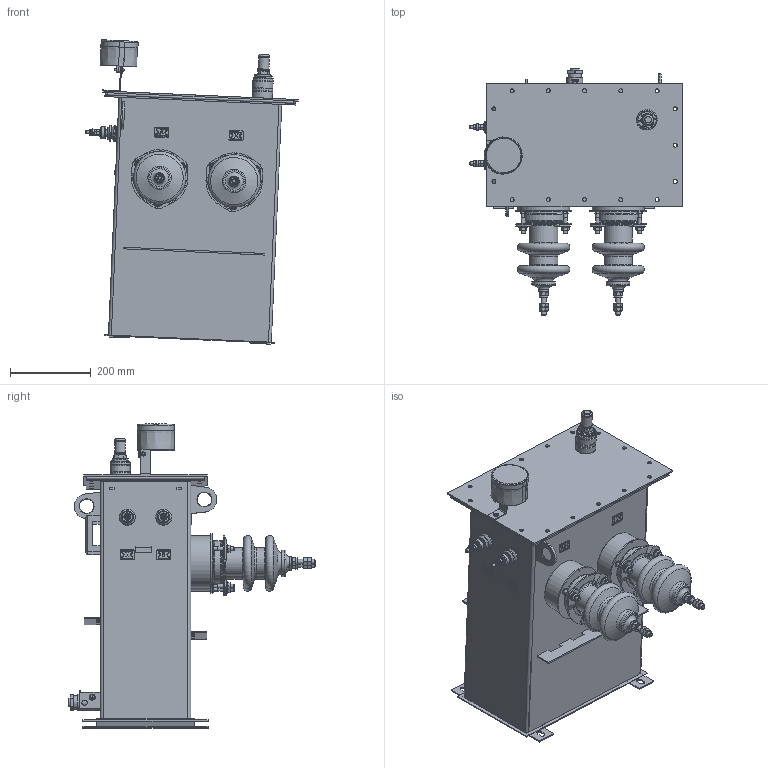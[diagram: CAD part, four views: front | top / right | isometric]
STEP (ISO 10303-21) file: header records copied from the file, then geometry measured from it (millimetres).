
FILE_DESCRIPTION(/* description */ (''),/* implementation_level */ '2;1');
FILE_NAME(/* name */ 'ОМП-10-10-У1.stp',/* time_stamp */ '2019-12-03T08:46:15+03:00',/* author */ ('56691'),/* organization */ (''),/* preprocessor_version */ 'ST-DEVELOPER v15.2',/* originating_system */ 'Autodesk Inventor 2014',/* authorisation */ '');
FILE_SCHEMA (('AUTOMOTIVE_DESIGN { 1 0 10303 214 3 1 1 }'));
Products named in the file (1): ВИЕЛ.672113
Bounding box: 528.17 x 611.28 x 754.38 mm (x, y, z)
Volume: 5667927.9 mm3; surface area: 2906112.6 mm2
Topology: 1 solids, 21 shells, 2598 faces, 6412 edges, 3924 vertices
Faces by surface type: plane 1106, cylinder 591, bspline 525, cone 181, torus 157, sphere 38
Full cylindrical faces by diameter (mm): 2 x2, 2.6 x1, 3.15 x3, 3.2 x2, 3.4 x4, 3.5 x1, 3.8 x4, 5 x2, 5.5 x2, 5.94 x1, 6 x4, 6.4 x2, 7 x4, 7.159 x1, 7.5 x5, 8 x12, 8.5 x2, 8.746 x6, 9 x1, 9.9 x2, 10 x52, 10.5 x2, 10.7 x2, 12 x14, 12.5 x4, 13 x9, 14 x1, 15 x3, 17 x6, 18.376 x1
Entity records: 90310 total; most frequent: CARTESIAN_POINT 33320, ORIENTED_EDGE 11380, DIRECTION 10140, EDGE_CURVE 5655, AXIS2_PLACEMENT_3D 3976, VERTEX_POINT 3765, EDGE_LOOP 3477, ADVANCED_FACE 2597
